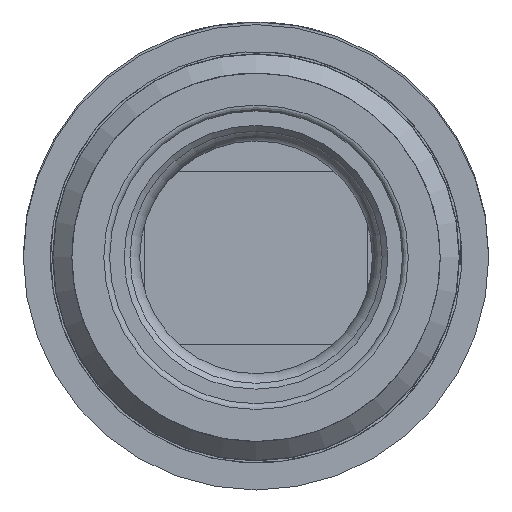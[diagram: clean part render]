
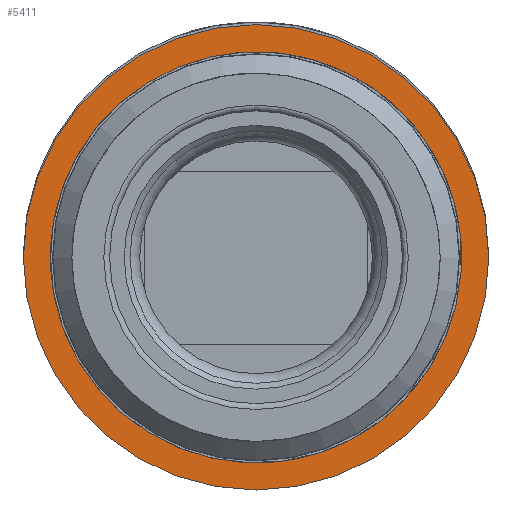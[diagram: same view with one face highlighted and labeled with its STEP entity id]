
A CAD part, front view. The second image highlights one B-rep face of the part: STEP entity #5411.
In plain terms, the highlighted planar face has unit normal (0, -1, 0).
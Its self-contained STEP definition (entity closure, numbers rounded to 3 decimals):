
#684=PLANE('',#6592);
#771=ORIENTED_EDGE('',*,*,#2170,.F.);
#772=ORIENTED_EDGE('',*,*,#2172,.F.);
#2170=EDGE_CURVE('',#4125,#4125,#2880,.T.);
#2172=EDGE_CURVE('',#4127,#4127,#2882,.T.);
#2880=CIRCLE('',#6587,10.5);
#2882=CIRCLE('',#6591,12.);
#3193=EDGE_LOOP('',(#771));
#3194=EDGE_LOOP('',(#772));
#4125=VERTEX_POINT('',#8784);
#4127=VERTEX_POINT('',#8790);
#4700=FACE_BOUND('',#3193,.T.);
#4701=FACE_BOUND('',#3194,.T.);
#5411=ADVANCED_FACE('',(#4700,#4701),#684,.F.);
#6587=AXIS2_PLACEMENT_3D('',#8783,#7249,#7250);
#6591=AXIS2_PLACEMENT_3D('',#8789,#7257,#7258);
#6592=AXIS2_PLACEMENT_3D('',#8791,#7259,#7260);
#7249=DIRECTION('',(0.,-1.,0.));
#7250=DIRECTION('',(-1.,0.,0.));
#7257=DIRECTION('',(0.,1.,0.));
#7258=DIRECTION('',(0.,0.,1.));
#7259=DIRECTION('',(0.,1.,0.));
#7260=DIRECTION('',(-1.,0.,0.));
#8783=CARTESIAN_POINT('',(0.,-105.,0.));
#8784=CARTESIAN_POINT('',(-10.5,-105.,0.));
#8789=CARTESIAN_POINT('',(0.,-105.,0.));
#8790=CARTESIAN_POINT('',(0.,-105.,12.));
#8791=CARTESIAN_POINT('',(0.,-105.,0.));
